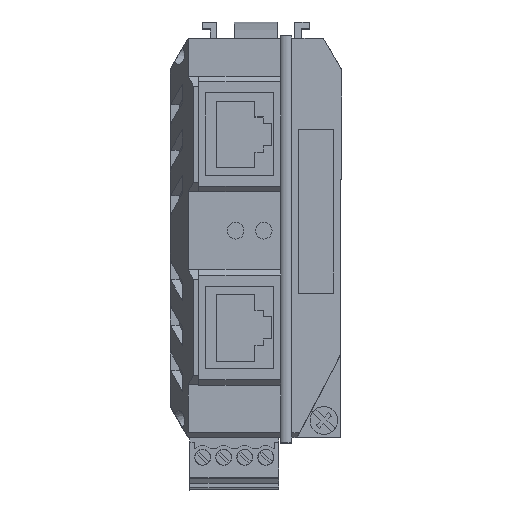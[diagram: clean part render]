
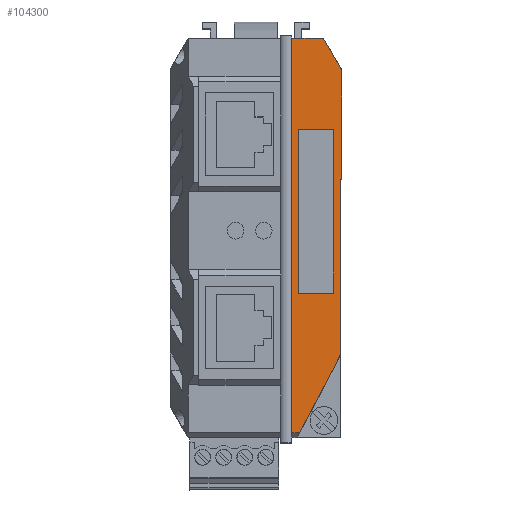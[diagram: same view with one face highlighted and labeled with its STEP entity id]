
A CAD part, top view. The second image highlights one B-rep face of the part: STEP entity #104300.
In plain terms, the highlighted face is planar.
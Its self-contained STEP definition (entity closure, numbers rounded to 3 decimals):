
#86890=CARTESIAN_POINT('',(37.5,113.05,
147.775));
#86900=VERTEX_POINT('',#86890);
#86930=CARTESIAN_POINT('',(37.5,113.008,
152.55));
#86940=DIRECTION('',(0.,0.009,
-1.));
#86950=VECTOR('',#86940,1.);
#86960=LINE('',#86930,#86950);
#86970=CARTESIAN_POINT('',(37.5,113.1,
142.05));
#86980=VERTEX_POINT('',#86970);
#86990=EDGE_CURVE('',#86900,#86980,#86960,.T.);
#94260=CARTESIAN_POINT('',(-33.7,113.088,
143.471));
#94270=VERTEX_POINT('',#94260);
#94300=CARTESIAN_POINT('',(46.596,112.719,
185.76));
#94310=DIRECTION('',(0.885,-0.004,
0.466));
#94320=VECTOR('',#94310,1.);
#94330=LINE('',#94300,#94320);
#94340=CARTESIAN_POINT('',(-19.5,113.022,
150.95));
#94350=VERTEX_POINT('',#94340);
#94360=EDGE_CURVE('',#94270,#94350,#94330,.T.);
#96800=CARTESIAN_POINT('',(48.1,113.1,
142.05));
#96810=DIRECTION('',(-1.,0.,0.));
#96820=VECTOR('',#96810,1.);
#96830=LINE('',#96800,#96820);
#96840=CARTESIAN_POINT('',(-33.7,113.1,
142.05));
#96850=VERTEX_POINT('',#96840);
#96860=EDGE_CURVE('',#86980,#96850,#96830,.T.);
#97880=CARTESIAN_POINT('',(-33.7,112.992,154.45));
#97890=DIRECTION('',(0.,0.009,
-1.));
#97900=VECTOR('',#97890,1.);
#97910=LINE('',#97880,#97900);
#97920=EDGE_CURVE('',#94270,#96850,#97910,.T.);
#98890=CARTESIAN_POINT('',(32.,112.992,154.45));
#98900=DIRECTION('',(0.,0.009,
-1.));
#98910=VECTOR('',#98900,1.);
#98920=LINE('',#98890,#98910);
#98930=CARTESIAN_POINT('',(32.,113.021,
151.05));
#98940=VERTEX_POINT('',#98930);
#98950=CARTESIAN_POINT('',(32.,113.022,
150.95));
#98960=VERTEX_POINT('',#98950);
#98970=EDGE_CURVE('',#98940,#98960,#98920,.T.);
#101090=CARTESIAN_POINT('',(12.,113.021,
151.05));
#101100=VERTEX_POINT('',#101090);
#101130=CARTESIAN_POINT('',(46.596,113.021,
151.05));
#101140=DIRECTION('',(1.,0.,0.));
#101150=VECTOR('',#101140,1.);
#101160=LINE('',#101130,#101150);
#101170=EDGE_CURVE('',#101100,#98940,#101160,.T.);
#102700=CARTESIAN_POINT('',(46.596,113.022,
150.95));
#102710=DIRECTION('',(1.,0.,0.));
#102720=VECTOR('',#102710,1.);
#102730=LINE('',#102700,#102720);
#102740=CARTESIAN_POINT('',(12.,113.022,
150.95));
#102750=VERTEX_POINT('',#102740);
#102760=EDGE_CURVE('',#94350,#102750,#102730,.T.);
#103160=CARTESIAN_POINT('',(12.,112.992,154.45));
#103170=DIRECTION('',(0.,0.009,
-1.));
#103180=VECTOR('',#103170,1.);
#103190=LINE('',#103160,#103180);
#103200=EDGE_CURVE('',#101100,#102750,#103190,.T.);
#103750=CARTESIAN_POINT('',(32.283,113.067,
145.808));
#103760=DIRECTION('',(0.,1.,
0.009));
#103770=DIRECTION('',(-1.,0.,0.));
#103780=AXIS2_PLACEMENT_3D('',#103750,#103760,#103770);
#103790=PLANE('',#103780);
#103800=ORIENTED_EDGE('',*,*,#96860,.T.);
#103810=ORIENTED_EDGE('',*,*,#86990,.T.);
#103820=CARTESIAN_POINT('',(46.596,113.096,
142.523));
#103830=DIRECTION('',(-0.866,-0.004,
0.5));
#103840=VECTOR('',#103830,1.);
#103850=LINE('',#103820,#103840);
#103860=EDGE_CURVE('',#86900,#98960,#103850,.T.);
#103870=ORIENTED_EDGE('',*,*,#103860,.F.);
#103880=ORIENTED_EDGE('',*,*,#98970,.T.);
#103890=ORIENTED_EDGE('',*,*,#101170,.T.);
#103900=ORIENTED_EDGE('',*,*,#103200,.F.);
#103910=ORIENTED_EDGE('',*,*,#102760,.T.);
#103920=ORIENTED_EDGE('',*,*,#94360,.T.);
#103930=ORIENTED_EDGE('',*,*,#97920,.F.);
#103940=EDGE_LOOP('',(#103930,#103920,#103910,#103900,#103890,#103880,
#103870,#103810,#103800));
#103950=FACE_OUTER_BOUND('',#103940,.T.);
#103960=CARTESIAN_POINT('',(-8.5,112.992,154.45));
#103970=DIRECTION('',(0.,-0.009,
1.));
#103980=VECTOR('',#103970,1.);
#103990=LINE('',#103960,#103980);
#104000=CARTESIAN_POINT('',(-8.5,113.09,
143.187));
#104010=VERTEX_POINT('',#104000);
#104020=CARTESIAN_POINT('',(-8.5,113.035,
149.512));
#104030=VERTEX_POINT('',#104020);
#104040=EDGE_CURVE('',#104010,#104030,#103990,.T.);
#104050=ORIENTED_EDGE('',*,*,#104040,.F.);
#104060=CARTESIAN_POINT('',(46.596,113.035,
149.512));
#104070=DIRECTION('',(-1.,0.,0.));
#104080=VECTOR('',#104070,1.);
#104090=LINE('',#104060,#104080);
#104100=CARTESIAN_POINT('',(21.,113.035,
149.512));
#104110=VERTEX_POINT('',#104100);
#104120=EDGE_CURVE('',#104110,#104030,#104090,.T.);
#104130=ORIENTED_EDGE('',*,*,#104120,.T.);
#104140=CARTESIAN_POINT('',(21.,112.992,154.45));
#104150=DIRECTION('',(0.,0.009,
-1.));
#104160=VECTOR('',#104150,1.);
#104170=LINE('',#104140,#104160);
#104180=CARTESIAN_POINT('',(21.,113.09,
143.187));
#104190=VERTEX_POINT('',#104180);
#104200=EDGE_CURVE('',#104110,#104190,#104170,.T.);
#104210=ORIENTED_EDGE('',*,*,#104200,.F.);
#104220=CARTESIAN_POINT('',(46.596,113.09,
143.187));
#104230=DIRECTION('',(1.,0.,0.));
#104240=VECTOR('',#104230,1.);
#104250=LINE('',#104220,#104240);
#104260=EDGE_CURVE('',#104010,#104190,#104250,.T.);
#104270=ORIENTED_EDGE('',*,*,#104260,.T.);
#104280=EDGE_LOOP('',(#104270,#104210,#104130,#104050));
#104290=FACE_BOUND('',#104280,.T.);
#104300=ADVANCED_FACE('',(#103950,#104290),#103790,.T.);
